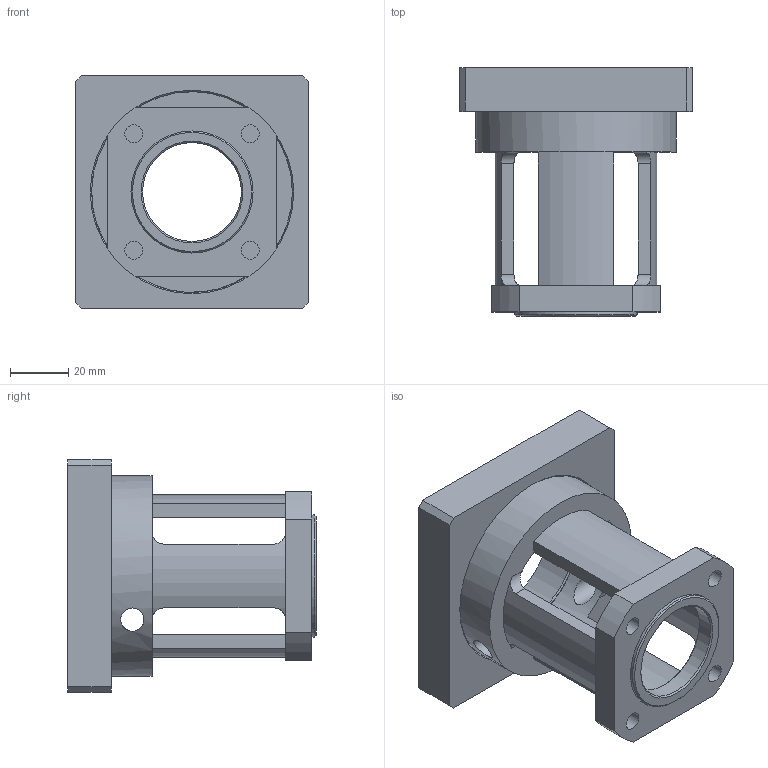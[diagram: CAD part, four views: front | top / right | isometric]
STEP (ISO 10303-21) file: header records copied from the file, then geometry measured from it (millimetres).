
FILE_DESCRIPTION(/* description */ (''),/* implementation_level */ '2;1');
FILE_NAME(/* name */ 'VK MTJ65 80 X 80 GESM1924.stp',/* time_stamp */ '2015-08-19T08:19:03+01:00',/* author */ ('Hypex'),/* organization */ ('Hypex'),/* preprocessor_version */ 'ST-DEVELOPER v15.2',/* originating_system */ 'Autodesk Inventor 2014',/* authorisation */ '');
FILE_SCHEMA (('AUTOMOTIVE_DESIGN { 1 0 10303 214 3 1 1 }'));
Length unit declared in the file: millimetre
Products named in the file (1): VK MTJ65 80 X 80 GESM1924
Bounding box: 80 x 85.5 x 80 mm (x, y, z)
Volume: 128951.7 mm3; surface area: 41431.4 mm2
Topology: 1 solids, 6 shells, 75 faces, 194 edges, 127 vertices
Faces by surface type: cylinder 32, plane 32, cone 11
Full cylindrical faces by diameter (mm): 4.134 x4, 6.2 x4, 8 x2, 34 x1, 42 x1, 48 x2, 69 x2
Entity records: 2459 total; most frequent: CARTESIAN_POINT 636, DIRECTION 348, ORIENTED_EDGE 316, EDGE_CURVE 158, AXIS2_PLACEMENT_3D 134, EDGE_LOOP 122, VERTEX_POINT 118, LINE 80
